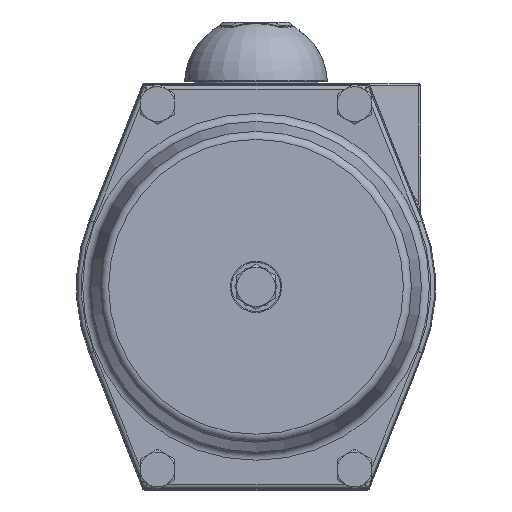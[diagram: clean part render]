
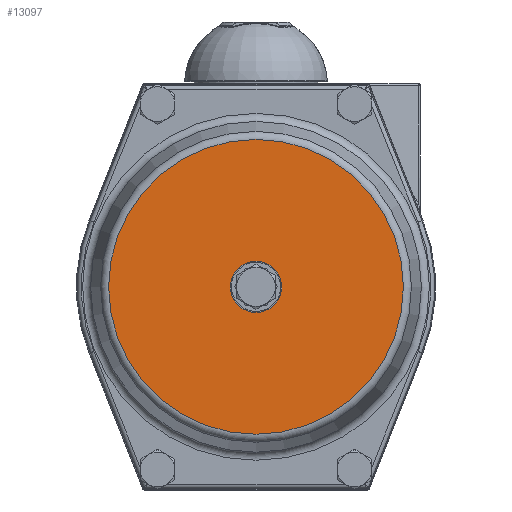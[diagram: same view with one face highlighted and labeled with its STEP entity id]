
A CAD part, front view. The second image highlights one B-rep face of the part: STEP entity #13097.
In plain terms, the highlighted planar face has unit normal (0, -1, 0).
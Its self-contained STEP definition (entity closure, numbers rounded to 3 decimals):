
#2702=ORIENTED_EDGE('',*,*,#6514,.T.);
#2703=ORIENTED_EDGE('',*,*,#6515,.T.);
#6514=EDGE_CURVE('',#8607,#8607,#9999,.T.);
#6515=EDGE_CURVE('',#8608,#8608,#10000,.T.);
#8607=VERTEX_POINT('',#19779);
#8608=VERTEX_POINT('',#19781);
#9999=CIRCLE('',#14293,12.5);
#10000=CIRCLE('',#14294,71.838);
#10751=EDGE_LOOP('',(#2702));
#10752=EDGE_LOOP('',(#2703));
#11797=FACE_BOUND('',#10751,.T.);
#11798=FACE_BOUND('',#10752,.T.);
#12858=PLANE('',#14292);
#13097=ADVANCED_FACE('',(#11797,#11798),#12858,.T.);
#14292=AXIS2_PLACEMENT_3D('',#19777,#15932,#15933);
#14293=AXIS2_PLACEMENT_3D('',#19778,#15934,#15935);
#14294=AXIS2_PLACEMENT_3D('',#19780,#15936,#15937);
#15932=DIRECTION('',(0.,-1.,0.));
#15933=DIRECTION('',(0.,0.,-1.));
#15934=DIRECTION('',(0.,1.,0.));
#15935=DIRECTION('',(1.,0.,0.));
#15936=DIRECTION('',(0.,-1.,0.));
#15937=DIRECTION('',(0.,0.,-1.));
#19777=CARTESIAN_POINT('',(0.,-189.7,75.));
#19778=CARTESIAN_POINT('',(0.,-189.7,0.));
#19779=CARTESIAN_POINT('',(12.5,-189.7,0.));
#19780=CARTESIAN_POINT('',(0.,-189.7,0.));
#19781=CARTESIAN_POINT('',(0.,-189.7,-71.838));
